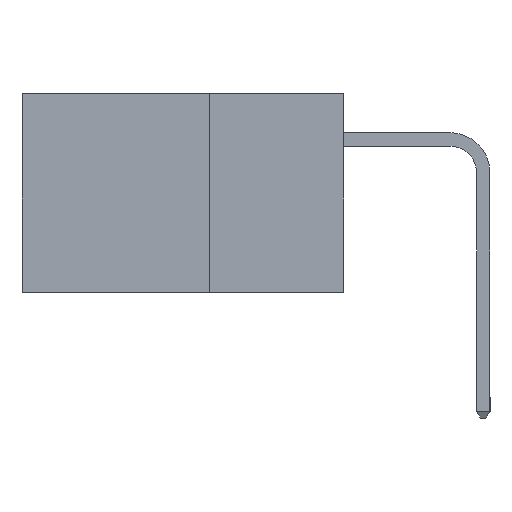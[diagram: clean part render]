
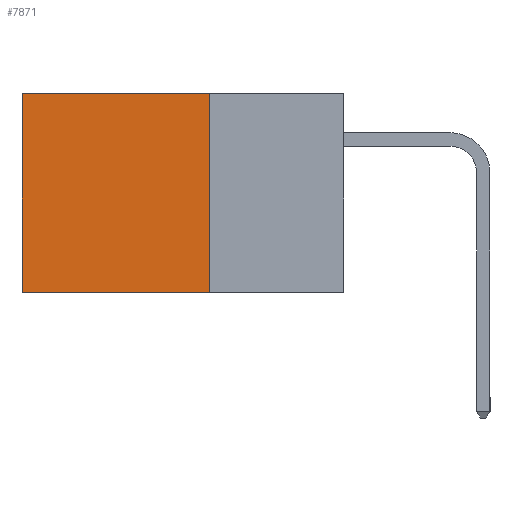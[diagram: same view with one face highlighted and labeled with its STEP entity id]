
A CAD part, left-side view. The second image highlights one B-rep face of the part: STEP entity #7871.
In plain terms, the highlighted planar face has unit normal (-1, 0, 0).
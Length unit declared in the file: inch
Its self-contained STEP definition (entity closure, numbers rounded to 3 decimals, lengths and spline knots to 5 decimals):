
#24 = CARTESIAN_POINT ( 'NONE',  ( 0.2615, 0.25, 0. ) ) ;
#388 = VECTOR ( 'NONE', #9228, 39.37008 ) ;
#658 = ORIENTED_EDGE ( 'NONE', *, *, #7200, .F. ) ;
#795 = DIRECTION ( 'NONE',  ( 0., 1., 0. ) ) ;
#842 = CARTESIAN_POINT ( 'NONE',  ( 0.2615, 0.25, -0.37 ) ) ;
#1128 = CARTESIAN_POINT ( 'NONE',  ( 0.2615, 0.6, -0.37 ) ) ;
#1705 = LINE ( 'NONE', #17253, #10449 ) ;
#2202 = DIRECTION ( 'NONE',  ( 0., 1., 0. ) ) ;
#2380 = CARTESIAN_POINT ( 'NONE',  ( 0.2615, 0.25, 0. ) ) ;
#2759 = VERTEX_POINT ( 'NONE', #9522 ) ;
#2810 = ORIENTED_EDGE ( 'NONE', *, *, #4776, .F. ) ;
#4776 = EDGE_CURVE ( 'NONE', #2759, #18605, #11554, .T. ) ;
#4966 = FACE_OUTER_BOUND ( 'NONE', #20587, .T. ) ;
#6141 = EDGE_CURVE ( 'NONE', #13613, #18605, #1705, .T. ) ;
#6321 = CARTESIAN_POINT ( 'NONE',  ( 0.2615, 0.25, -0.37 ) ) ;
#6372 = PLANE ( 'NONE',  #15547 ) ;
#6444 = DIRECTION ( 'NONE',  ( 1., 0., 0. ) ) ;
#6447 = DIRECTION ( 'NONE',  ( 0., 0., -1. ) ) ;
#7200 = EDGE_CURVE ( 'NONE', #10094, #2759, #17701, .T. ) ;
#7586 = LINE ( 'NONE', #2380, #15744 ) ;
#7871 = ADVANCED_FACE ( 'NONE', ( #4966 ), #6372, .F. ) ;
#9228 = DIRECTION ( 'NONE',  ( 0., 0., -1. ) ) ;
#9303 = CARTESIAN_POINT ( 'NONE',  ( 0.2615, 0.25, -0.37 ) ) ;
#9522 = CARTESIAN_POINT ( 'NONE',  ( 0.2615, 0.25, -0.37 ) ) ;
#10094 = VERTEX_POINT ( 'NONE', #24 ) ;
#10449 = VECTOR ( 'NONE', #17210, 39.37008 ) ;
#11554 = LINE ( 'NONE', #842, #12052 ) ;
#12052 = VECTOR ( 'NONE', #795, 39.37008 ) ;
#13077 = EDGE_CURVE ( 'NONE', #10094, #13613, #7586, .T. ) ;
#13173 = CARTESIAN_POINT ( 'NONE',  ( 0.2615, 0.6, 0. ) ) ;
#13457 = ORIENTED_EDGE ( 'NONE', *, *, #6141, .T. ) ;
#13613 = VERTEX_POINT ( 'NONE', #13173 ) ;
#15547 = AXIS2_PLACEMENT_3D ( 'NONE', #6321, #6444, #6447 ) ;
#15744 = VECTOR ( 'NONE', #2202, 39.37008 ) ;
#16486 = ORIENTED_EDGE ( 'NONE', *, *, #13077, .T. ) ;
#17210 = DIRECTION ( 'NONE',  ( 0., 0., -1. ) ) ;
#17253 = CARTESIAN_POINT ( 'NONE',  ( 0.2615, 0.6, -0.37 ) ) ;
#17701 = LINE ( 'NONE', #9303, #388 ) ;
#18605 = VERTEX_POINT ( 'NONE', #1128 ) ;
#20587 = EDGE_LOOP ( 'NONE', ( #13457, #2810, #658, #16486 ) ) ;
